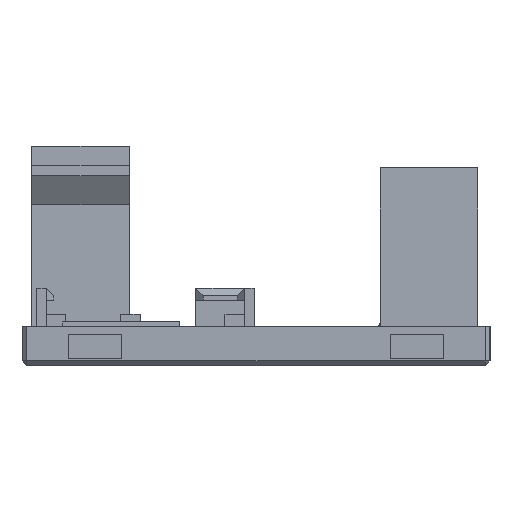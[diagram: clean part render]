
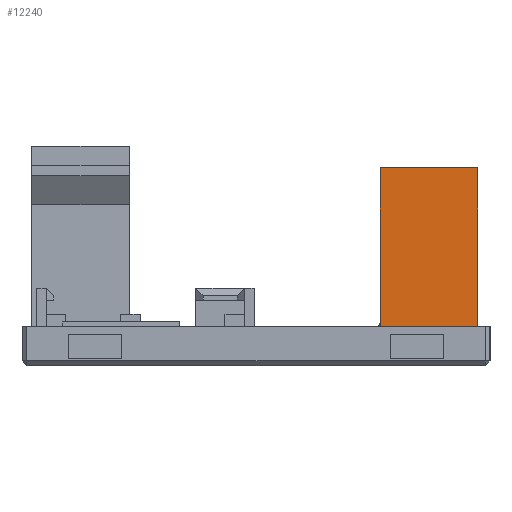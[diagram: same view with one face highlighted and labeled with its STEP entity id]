
A CAD part, left-side view. The second image highlights one B-rep face of the part: STEP entity #12240.
In plain terms, the highlighted planar face has unit normal (-1, 0, 0).
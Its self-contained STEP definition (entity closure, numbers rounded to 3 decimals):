
#4560 = PLANE('',#4561);
#4561 = AXIS2_PLACEMENT_3D('',#4562,#4563,#4564);
#4562 = CARTESIAN_POINT('',(0.,0.,2.));
#4563 = DIRECTION('',(0.,0.,-1.));
#4564 = DIRECTION('',(1.,0.,0.));
#8142 = VERTEX_POINT('',#8143);
#8143 = CARTESIAN_POINT('',(1.,-36.72,2.));
#8169 = EDGE_CURVE('',#8142,#8170,#8172,.T.);
#8170 = VERTEX_POINT('',#8171);
#8171 = CARTESIAN_POINT('',(1.,-46.72,2.));
#8172 = SURFACE_CURVE('',#8173,(#8177,#8184),.PCURVE_S1.);
#8173 = LINE('',#8174,#8175);
#8174 = CARTESIAN_POINT('',(1.,-1.,2.));
#8175 = VECTOR('',#8176,1.);
#8176 = DIRECTION('',(0.,-1.,0.));
#8177 = PCURVE('',#4560,#8178);
#8178 = DEFINITIONAL_REPRESENTATION('',(#8179),#8183);
#8179 = LINE('',#8180,#8181);
#8180 = CARTESIAN_POINT('',(1.,1.));
#8181 = VECTOR('',#8182,1.);
#8182 = DIRECTION('',(0.,1.));
#8183 = ( GEOMETRIC_REPRESENTATION_CONTEXT(2) 
PARAMETRIC_REPRESENTATION_CONTEXT() REPRESENTATION_CONTEXT('2D SPACE',''
  ) );
#8184 = PCURVE('',#8185,#8190);
#8185 = PLANE('',#8186);
#8186 = AXIS2_PLACEMENT_3D('',#8187,#8188,#8189);
#8187 = CARTESIAN_POINT('',(1.,-38.1,0.));
#8188 = DIRECTION('',(1.,0.,0.));
#8189 = DIRECTION('',(0.,0.,-1.));
#8190 = DEFINITIONAL_REPRESENTATION('',(#8191),#8195);
#8191 = LINE('',#8192,#8193);
#8192 = CARTESIAN_POINT('',(-2.,37.1));
#8193 = VECTOR('',#8194,1.);
#8194 = DIRECTION('',(-0.,-1.));
#8195 = ( GEOMETRIC_REPRESENTATION_CONTEXT(2) 
PARAMETRIC_REPRESENTATION_CONTEXT() REPRESENTATION_CONTEXT('2D SPACE',''
  ) );
#9928 = PLANE('',#9929);
#9929 = AXIS2_PLACEMENT_3D('',#9930,#9931,#9932);
#9930 = CARTESIAN_POINT('',(1.,-46.72,0.));
#9931 = DIRECTION('',(0.,-1.,0.));
#9932 = DIRECTION('',(0.,0.,-1.));
#10096 = PLANE('',#10097);
#10097 = AXIS2_PLACEMENT_3D('',#10098,#10099,#10100);
#10098 = CARTESIAN_POINT('',(1.,-36.72,0.));
#10099 = DIRECTION('',(0.,-1.,0.));
#10100 = DIRECTION('',(0.,0.,-1.));
#12240 = ADVANCED_FACE('',(#12241),#8185,.F.);
#12241 = FACE_BOUND('',#12242,.T.);
#12242 = EDGE_LOOP('',(#12243,#12266,#12267,#12290));
#12243 = ORIENTED_EDGE('',*,*,#12244,.F.);
#12244 = EDGE_CURVE('',#8142,#12245,#12247,.T.);
#12245 = VERTEX_POINT('',#12246);
#12246 = CARTESIAN_POINT('',(1.,-36.72,18.3));
#12247 = SURFACE_CURVE('',#12248,(#12252,#12259),.PCURVE_S1.);
#12248 = LINE('',#12249,#12250);
#12249 = CARTESIAN_POINT('',(1.,-36.72,0.));
#12250 = VECTOR('',#12251,1.);
#12251 = DIRECTION('',(0.,0.,1.));
#12252 = PCURVE('',#8185,#12253);
#12253 = DEFINITIONAL_REPRESENTATION('',(#12254),#12258);
#12254 = LINE('',#12255,#12256);
#12255 = CARTESIAN_POINT('',(0.,1.38));
#12256 = VECTOR('',#12257,1.);
#12257 = DIRECTION('',(-1.,0.));
#12258 = ( GEOMETRIC_REPRESENTATION_CONTEXT(2) 
PARAMETRIC_REPRESENTATION_CONTEXT() REPRESENTATION_CONTEXT('2D SPACE',''
  ) );
#12259 = PCURVE('',#10096,#12260);
#12260 = DEFINITIONAL_REPRESENTATION('',(#12261),#12265);
#12261 = LINE('',#12262,#12263);
#12262 = CARTESIAN_POINT('',(-0.,0.));
#12263 = VECTOR('',#12264,1.);
#12264 = DIRECTION('',(-1.,0.));
#12265 = ( GEOMETRIC_REPRESENTATION_CONTEXT(2) 
PARAMETRIC_REPRESENTATION_CONTEXT() REPRESENTATION_CONTEXT('2D SPACE',''
  ) );
#12266 = ORIENTED_EDGE('',*,*,#8169,.T.);
#12267 = ORIENTED_EDGE('',*,*,#12268,.T.);
#12268 = EDGE_CURVE('',#8170,#12269,#12271,.T.);
#12269 = VERTEX_POINT('',#12270);
#12270 = CARTESIAN_POINT('',(1.,-46.72,18.3));
#12271 = SURFACE_CURVE('',#12272,(#12276,#12283),.PCURVE_S1.);
#12272 = LINE('',#12273,#12274);
#12273 = CARTESIAN_POINT('',(1.,-46.72,0.));
#12274 = VECTOR('',#12275,1.);
#12275 = DIRECTION('',(0.,0.,1.));
#12276 = PCURVE('',#8185,#12277);
#12277 = DEFINITIONAL_REPRESENTATION('',(#12278),#12282);
#12278 = LINE('',#12279,#12280);
#12279 = CARTESIAN_POINT('',(0.,-8.62));
#12280 = VECTOR('',#12281,1.);
#12281 = DIRECTION('',(-1.,0.));
#12282 = ( GEOMETRIC_REPRESENTATION_CONTEXT(2) 
PARAMETRIC_REPRESENTATION_CONTEXT() REPRESENTATION_CONTEXT('2D SPACE',''
  ) );
#12283 = PCURVE('',#9928,#12284);
#12284 = DEFINITIONAL_REPRESENTATION('',(#12285),#12289);
#12285 = LINE('',#12286,#12287);
#12286 = CARTESIAN_POINT('',(-0.,0.));
#12287 = VECTOR('',#12288,1.);
#12288 = DIRECTION('',(-1.,0.));
#12289 = ( GEOMETRIC_REPRESENTATION_CONTEXT(2) 
PARAMETRIC_REPRESENTATION_CONTEXT() REPRESENTATION_CONTEXT('2D SPACE',''
  ) );
#12290 = ORIENTED_EDGE('',*,*,#12291,.T.);
#12291 = EDGE_CURVE('',#12269,#12245,#12292,.T.);
#12292 = SURFACE_CURVE('',#12293,(#12297,#12304),.PCURVE_S1.);
#12293 = LINE('',#12294,#12295);
#12294 = CARTESIAN_POINT('',(1.,-46.72,18.3));
#12295 = VECTOR('',#12296,1.);
#12296 = DIRECTION('',(0.,1.,0.));
#12297 = PCURVE('',#8185,#12298);
#12298 = DEFINITIONAL_REPRESENTATION('',(#12299),#12303);
#12299 = LINE('',#12300,#12301);
#12300 = CARTESIAN_POINT('',(-18.3,-8.62));
#12301 = VECTOR('',#12302,1.);
#12302 = DIRECTION('',(-0.,1.));
#12303 = ( GEOMETRIC_REPRESENTATION_CONTEXT(2) 
PARAMETRIC_REPRESENTATION_CONTEXT() REPRESENTATION_CONTEXT('2D SPACE',''
  ) );
#12304 = PCURVE('',#12305,#12310);
#12305 = PLANE('',#12306);
#12306 = AXIS2_PLACEMENT_3D('',#12307,#12308,#12309);
#12307 = CARTESIAN_POINT('',(1.,-38.1,18.3));
#12308 = DIRECTION('',(-0.,0.,1.));
#12309 = DIRECTION('',(-1.,-0.,-0.));
#12310 = DEFINITIONAL_REPRESENTATION('',(#12311),#12315);
#12311 = LINE('',#12312,#12313);
#12312 = CARTESIAN_POINT('',(-0.,8.62));
#12313 = VECTOR('',#12314,1.);
#12314 = DIRECTION('',(-0.,-1.));
#12315 = ( GEOMETRIC_REPRESENTATION_CONTEXT(2) 
PARAMETRIC_REPRESENTATION_CONTEXT() REPRESENTATION_CONTEXT('2D SPACE',''
  ) );
